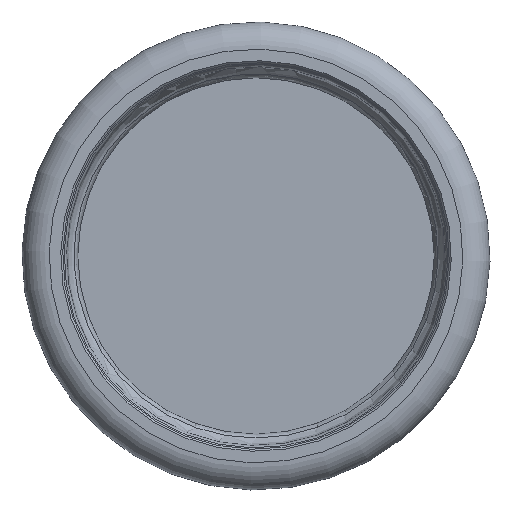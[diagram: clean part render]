
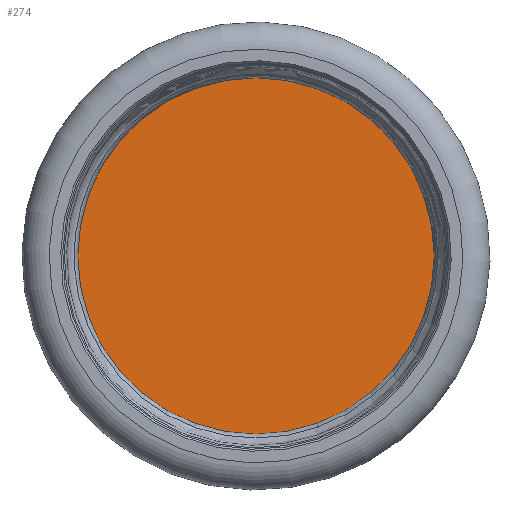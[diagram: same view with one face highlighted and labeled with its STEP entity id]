
A CAD part, left-side view. The second image highlights one B-rep face of the part: STEP entity #274.
In plain terms, the highlighted planar face has unit normal (1, 0, 0).
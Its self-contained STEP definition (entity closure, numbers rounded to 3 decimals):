
#16=FACE_BOUND('',#87,.T.);
#65=FACE_OUTER_BOUND('',#86,.T.);
#86=EDGE_LOOP('',(#229));
#87=EDGE_LOOP('',(#230));
#89=CIRCLE('',#301,38.05);
#95=CIRCLE('',#311,38.054);
#114=VERTEX_POINT('',#445);
#119=VERTEX_POINT('',#462);
#133=EDGE_CURVE('',#114,#114,#89,.T.);
#142=EDGE_CURVE('',#119,#119,#95,.T.);
#229=ORIENTED_EDGE('',*,*,#142,.F.);
#230=ORIENTED_EDGE('',*,*,#133,.T.);
#235=PLANE('',#341);
#274=ADVANCED_FACE('',(#65,#16),#235,.T.);
#301=AXIS2_PLACEMENT_3D('',#446,#350,#351);
#311=AXIS2_PLACEMENT_3D('',#464,#373,#374);
#341=AXIS2_PLACEMENT_3D('',#511,#438,#439);
#350=DIRECTION('center_axis',(-1.,0.,0.));
#351=DIRECTION('ref_axis',(0.,0.074,-0.997));
#373=DIRECTION('center_axis',(-1.,0.,0.));
#374=DIRECTION('ref_axis',(0.,0.878,-0.479));
#438=DIRECTION('center_axis',(1.,0.,0.));
#439=DIRECTION('ref_axis',(0.,1.,0.));
#445=CARTESIAN_POINT('',(-1.28,-2.822,39.945));
#446=CARTESIAN_POINT('Origin',(-1.28,0.,2.));
#462=CARTESIAN_POINT('',(-1.28,-33.396,20.244));
#464=CARTESIAN_POINT('Origin',(-1.28,0.,2.));
#511=CARTESIAN_POINT('Origin',(-1.28,0.,2.));
